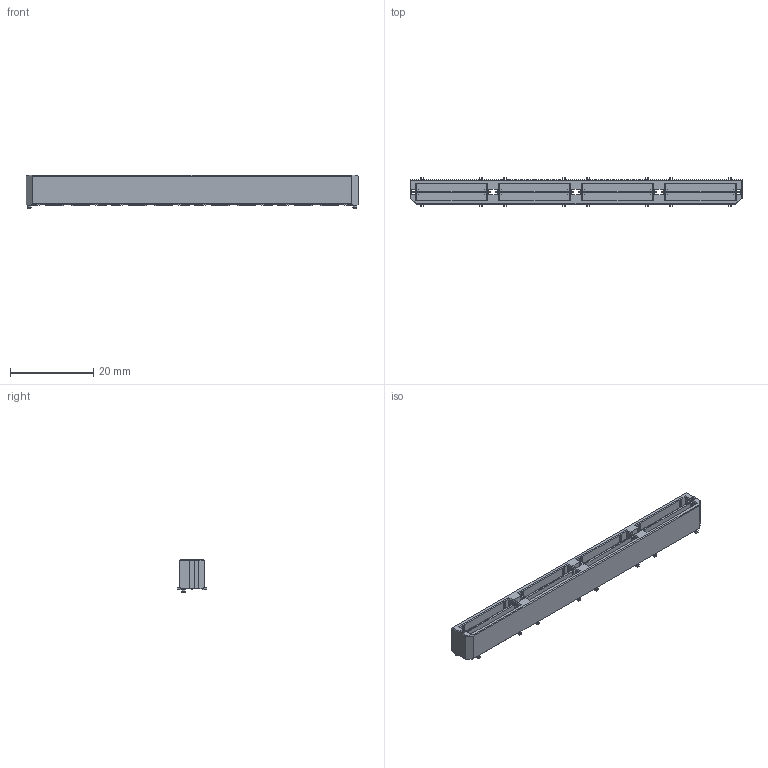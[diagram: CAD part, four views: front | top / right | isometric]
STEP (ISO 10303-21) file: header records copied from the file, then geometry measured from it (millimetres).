
FILE_DESCRIPTION((''),'2;1');
FILE_NAME('SAMTEC_QTH-120-02-L-D-A.stp','2013-07-03T15:27:34',(''),(''),'Mechanical Desktop 2011','Mechanical Desktop 2011',', , ');
FILE_SCHEMA(('AUTOMOTIVE_DESIGN { 1 2 10303 214 1 1 1 1 }'));
Length unit declared in the file: millimetre
Products named in the file (1): Product
Bounding box: 79.95 x 7.11 x 7.99 mm (x, y, z)
Volume: 2659.6 mm3; surface area: 3235.6 mm2
Topology: 81 solids, 81 shells, 736 faces, 1678 edges, 1108 vertices
Faces by surface type: plane 665, bspline 67, cylinder 4
Entity records: 20531 total; most frequent: CARTESIAN_POINT 4052, ORIENTED_EDGE 3356, DIRECTION 3044, EDGE_CURVE 1678, VECTOR 1652, LINE 1652, VERTEX_POINT 1108, EDGE_LOOP 750
